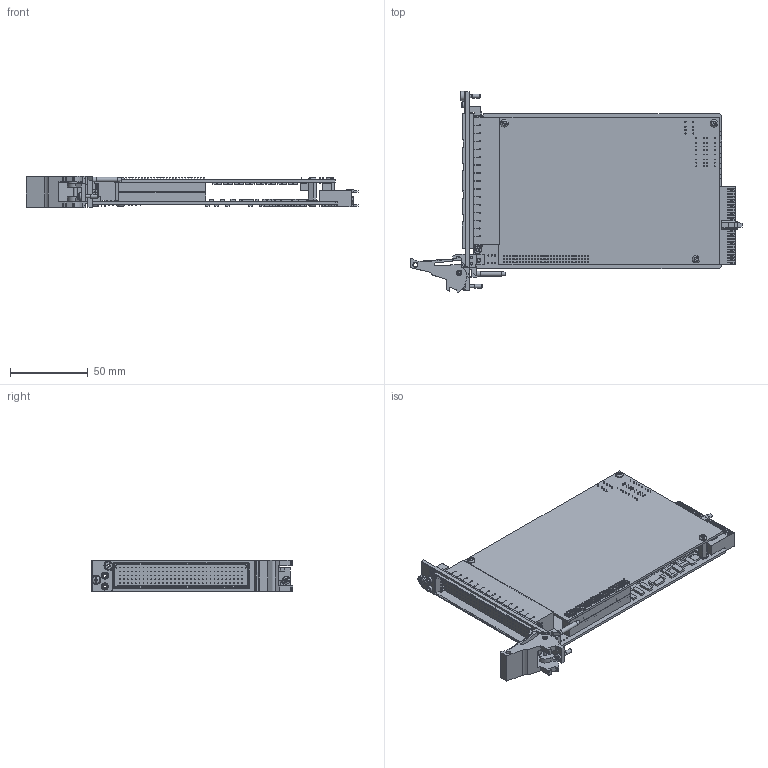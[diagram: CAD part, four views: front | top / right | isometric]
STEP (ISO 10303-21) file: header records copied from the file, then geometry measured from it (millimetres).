
FILE_DESCRIPTION (( 'STEP AP214' ), '1' );
FILE_NAME ('40-584-001 PXI 128 x 2 matrix.STEP', '2013-09-02T11:09:38', ( 'admin' ), ( '' ), 'SwSTEP 2.0', 'SolidWorks 2012', '' );
FILE_SCHEMA (( 'AUTOMOTIVE_DESIGN' ));
Length unit declared in the file: millimetre
Products named in the file (1): 40-584-001 PXI 128 x 2 matrix
Bounding box: 214.01 x 129.67 x 20 mm (x, y, z)
Surface area: 92654 mm2 (no closed solid volume)
Topology: 0 solids, 453 shells, 2891 faces, 11085 edges, 8424 vertices
Faces by surface type: plane 2262, cylinder 554, cone 52, torus 19, sphere 4
Full cylindrical faces by diameter (mm): 0.149 x1, 0.4 x48, 0.5 x83, 0.6 x110, 0.71 x2, 0.75 x21, 0.8 x84, 1.1 x2, 1.496 x2, 2 x6, 2.05 x5, 2.5 x4, 2.6 x1, 2.8 x1, 3 x3, 4 x2, 4.594 x1, 4.603 x1, 4.7 x1, 4.85 x7, 5 x4, 5.3 x1, 6 x1, 6.8 x3
Entity records: 148345 total; most frequent: CARTESIAN_POINT 26968, DIRECTION 17885, ORIENTED_EDGE 15140, EDGE_CURVE 10500, VERTEX_POINT 8278, LINE 7961, VECTOR 7961, AXIS2_PLACEMENT_3D 4962
